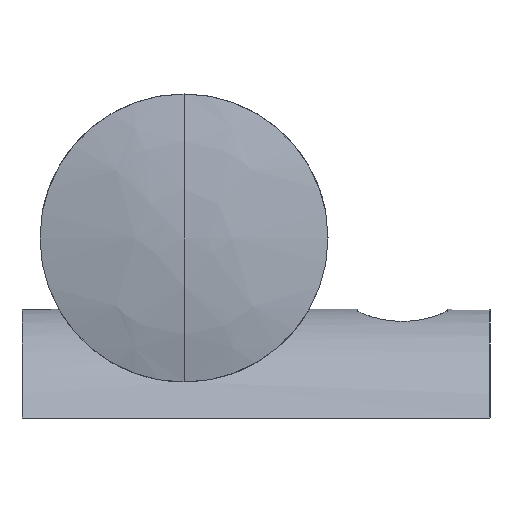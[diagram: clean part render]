
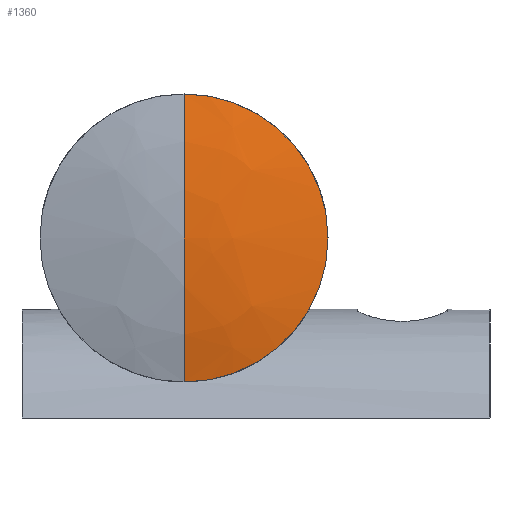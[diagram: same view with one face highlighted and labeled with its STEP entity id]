
A CAD part, left-side view. The second image highlights one B-rep face of the part: STEP entity #1360.
In plain terms, the highlighted free-form (B-spline) face has degree [2, 2] with [7, 9] control points.
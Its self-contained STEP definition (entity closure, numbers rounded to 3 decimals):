
#1220=CARTESIAN_POINT('POINT58',(2.,
   0.,16.));
#1221=VERTEX_POINT('VERTEX58',#1220);
#1228=CARTESIAN_POINT('POINT59',(2.,
   0.,-16.));
#1229=VERTEX_POINT('VERTEX59',#1228);
#1230=CARTESIAN_POINT('POS102',(2.,0.,
   0.));
#1231=DIRECTION('DIR158',(-1.,0.,
   0.));
#1232=DIRECTION('DIR159',(0.,0.,
   -1.));
#1233=AXIS2_PLACEMENT_3D('AXIS57',#1230,#1231,#1232);
#1234=CIRCLE('ELLIPSE26',#1233,16.);
#1235=EDGE_CURVE('EDGE86',#1229,#1221,#1234,.T.);
#1277=CARTESIAN_POINT('POINT60',(0.,
   0.,0.));
#1278=VERTEX_POINT('VERTEX60',#1277);
#1279=CARTESIAN_POINT('POS106',(64.,
   0.,-0.125));
#1280=DIRECTION('DIR164',(0.,-1.,
   0.));
#1281=DIRECTION('DIR165',(0.,0.,
   -1.));
#1282=AXIS2_PLACEMENT_3D('AXIS59',#1279,#1280,#1281);
#1283=CIRCLE('ELLIPSE27',#1282,64.);
#1284=EDGE_CURVE('EDGE90',#1278,#1229,#1283,.T.);
#1285=ORIENTED_EDGE('COEDGE177',*,*,#1284,.T.);
#1286=ORIENTED_EDGE('COEDGE178',*,*,#1235,.T.);
#1287=CARTESIAN_POINT('POS107',(64.,
   0.,0.125));
#1288=DIRECTION('DIR166',(0.,-1.,
   0.));
#1289=DIRECTION('DIR167',(0.,0.,
   1.));
#1290=AXIS2_PLACEMENT_3D('AXIS60',#1287,#1288,#1289);
#1291=CIRCLE('ELLIPSE28',#1290,64.);
#1292=EDGE_CURVE('EDGE91',#1221,#1278,#1291,.T.);
#1293=ORIENTED_EDGE('COEDGE179',*,*,#1292,.T.);
#1294=EDGE_LOOP('NONE',(#1285,#1286,#1293));
#1295=FACE_BOUND('LOOP1',#1294,.T.);
#1296=(BOUNDED_SURFACE() B_SPLINE_SURFACE(2,2,((#1297,#1298,#1299,#1300,
   #1301,#1302,#1303,#1304,#1305),(#1306,#1307,#1308,#1309,#1310,#1311,
   #1312,#1313,#1314),(#1315,#1316,#1317,#1318,#1319,#1320,#1321,#1322,
   #1323),(#1324,#1325,#1326,#1327,#1328,#1329,#1330,#1331,#1332),(#1333
   ,#1334,#1335,#1336,#1337,#1338,#1339,#1340,#1341),(#1342,#1343,#1344,
   #1345,#1346,#1347,#1348,#1349,#1350),(#1351,#1352,#1353,#1354,#1355,
   #1356,#1357,#1358,#1359)),.UNSPECIFIED.,.F.,.T.,.U.) 
   B_SPLINE_SURFACE_WITH_KNOTS((3,2,2,3),(3,2,2,2,3),(
   1.569,2.617,3.666,
   4.714),(0.,1.571,
   3.142,4.712,6.283),
   .UNSPECIFIED.) GEOMETRIC_REPRESENTATION_ITEM() 
   RATIONAL_B_SPLINE_SURFACE(((1.,0.707,1.,
   0.707,1.,0.707,1.,
   0.707,1.),(0.866,
   0.612,0.866,0.612,
   0.866,0.612,0.866,
   0.612,0.866),(1.,
   0.707,1.,0.707,1.,
   0.707,1.,0.707,1.),(
   0.866,0.612,0.866,
   0.612,0.866,0.612,
   0.866,0.612,0.866),(
   1.,0.707,1.,0.707,
   1.,0.707,1.,0.707,
   1.),(0.866,0.612,
   0.866,0.612,0.866,
   0.612,0.866,0.612,
   0.866),(1.,0.707,1.,
   0.707,1.,0.707,1.,
   0.707,1.))) REPRESENTATION_ITEM('SPLINE_SURF2')
    SURFACE());
#1297=CARTESIAN_POINT('',(0.,0.,
   0.));
#1298=CARTESIAN_POINT('',(0.,0.,
   0.));
#1299=CARTESIAN_POINT('',(0.,0.,
   0.));
#1300=CARTESIAN_POINT('',(0.,0.,
   0.));
#1301=CARTESIAN_POINT('',(0.,0.,
   0.));
#1302=CARTESIAN_POINT('',(0.,0.,
   0.));
#1303=CARTESIAN_POINT('',(0.,0.,
   0.));
#1304=CARTESIAN_POINT('',(0.,0.,
   0.));
#1305=CARTESIAN_POINT('',(0.,0.,
   0.));
#1306=CARTESIAN_POINT('',(-0.072,0.,
   37.006));
#1307=CARTESIAN_POINT('',(-0.072,37.006,
   37.006));
#1308=CARTESIAN_POINT('',(-0.072,37.006,
   0.));
#1309=CARTESIAN_POINT('',(-0.072,37.006,
   -37.006));
#1310=CARTESIAN_POINT('',(-0.072,0.,
   -37.006));
#1311=CARTESIAN_POINT('',(-0.072,-37.006,
   -37.006));
#1312=CARTESIAN_POINT('',(-0.072,-37.006,
   0.));
#1313=CARTESIAN_POINT('',(-0.072,-37.006,
   37.006));
#1314=CARTESIAN_POINT('',(-0.072,0.,
   37.006));
#1315=CARTESIAN_POINT('',(31.964,0.,
   55.53));
#1316=CARTESIAN_POINT('',(31.964,55.53,
   55.53));
#1317=CARTESIAN_POINT('',(31.964,55.53,
   0.));
#1318=CARTESIAN_POINT('',(31.964,55.53,
   -55.53));
#1319=CARTESIAN_POINT('',(31.964,0.,
   -55.53));
#1320=CARTESIAN_POINT('',(31.964,-55.53,
   -55.53));
#1321=CARTESIAN_POINT('',(31.964,-55.53,
   0.));
#1322=CARTESIAN_POINT('',(31.964,-55.53,
   55.53));
#1323=CARTESIAN_POINT('',(31.964,0.,
   55.53));
#1324=CARTESIAN_POINT('',(64.,0.,
   74.054));
#1325=CARTESIAN_POINT('',(64.,74.054,
   74.054));
#1326=CARTESIAN_POINT('',(64.,74.054,
   0.));
#1327=CARTESIAN_POINT('',(64.,74.054,
   -74.054));
#1328=CARTESIAN_POINT('',(64.,0.,
   -74.054));
#1329=CARTESIAN_POINT('',(64.,-74.054,
   -74.054));
#1330=CARTESIAN_POINT('',(64.,-74.054,
   0.));
#1331=CARTESIAN_POINT('',(64.,-74.054,
   74.054));
#1332=CARTESIAN_POINT('',(64.,0.,
   74.054));
#1333=CARTESIAN_POINT('',(96.036,0.,
   55.53));
#1334=CARTESIAN_POINT('',(96.036,55.53,
   55.53));
#1335=CARTESIAN_POINT('',(96.036,55.53,
   0.));
#1336=CARTESIAN_POINT('',(96.036,55.53,
   -55.53));
#1337=CARTESIAN_POINT('',(96.036,0.,
   -55.53));
#1338=CARTESIAN_POINT('',(96.036,-55.53,
   -55.53));
#1339=CARTESIAN_POINT('',(96.036,-55.53,
   0.));
#1340=CARTESIAN_POINT('',(96.036,-55.53,
   55.53));
#1341=CARTESIAN_POINT('',(96.036,0.,
   55.53));
#1342=CARTESIAN_POINT('',(128.072,0.,
   37.006));
#1343=CARTESIAN_POINT('',(128.072,37.006,
   37.006));
#1344=CARTESIAN_POINT('',(128.072,37.006,
   0.));
#1345=CARTESIAN_POINT('',(128.072,37.006,
   -37.006));
#1346=CARTESIAN_POINT('',(128.072,0.,
   -37.006));
#1347=CARTESIAN_POINT('',(128.072,-37.006,
   -37.006));
#1348=CARTESIAN_POINT('',(128.072,-37.006,
   0.));
#1349=CARTESIAN_POINT('',(128.072,-37.006,
   37.006));
#1350=CARTESIAN_POINT('',(128.072,0.,
   37.006));
#1351=CARTESIAN_POINT('',(128.,0.,
   0.));
#1352=CARTESIAN_POINT('',(128.,0.,
   0.));
#1353=CARTESIAN_POINT('',(128.,0.,
   0.));
#1354=CARTESIAN_POINT('',(128.,0.,
   0.));
#1355=CARTESIAN_POINT('',(128.,0.,
   0.));
#1356=CARTESIAN_POINT('',(128.,0.,
   0.));
#1357=CARTESIAN_POINT('',(128.,0.,
   0.));
#1358=CARTESIAN_POINT('',(128.,0.,
   0.));
#1359=CARTESIAN_POINT('',(128.,0.,
   0.));
#1360=ADVANCED_FACE('FACE36',(#1295),#1296,.T.);
